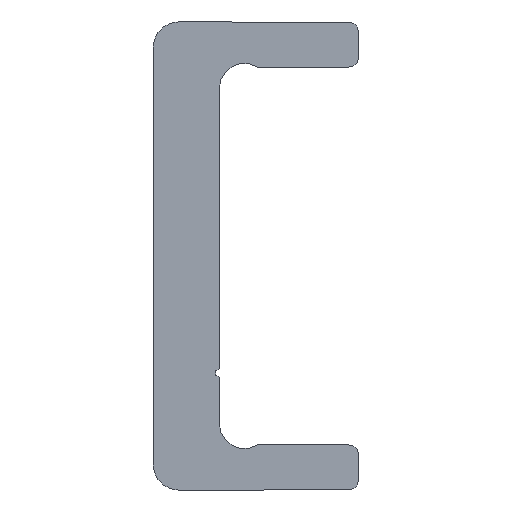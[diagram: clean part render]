
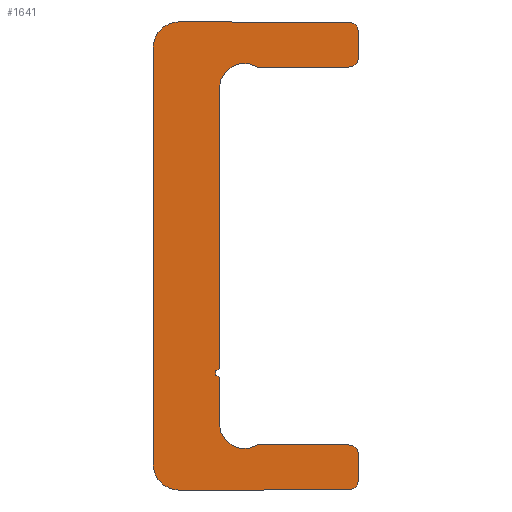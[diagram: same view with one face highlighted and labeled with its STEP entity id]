
A CAD part, left-side view. The second image highlights one B-rep face of the part: STEP entity #1641.
In plain terms, the highlighted planar face has unit normal (-1, 0, 0).
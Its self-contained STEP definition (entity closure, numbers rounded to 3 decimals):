
#947=CARTESIAN_POINT('',(0.0,2.2,10.03));
#948=VERTEX_POINT('',#947);
#955=CARTESIAN_POINT('',(0.0,2.2,-6.75));
#956=VERTEX_POINT('',#955);
#957=CARTESIAN_POINT('',(0.0,2.2,10.03));
#958=DIRECTION('',(0.0,0.0,-1.0));
#959=VECTOR('',#958,16.78);
#960=LINE('',#957,#959);
#961=EDGE_CURVE('',#948,#956,#960,.T.);
#1040=CARTESIAN_POINT('',(0.0,-0.098,11.3));
#1041=VERTEX_POINT('',#1040);
#1048=CARTESIAN_POINT('',(0.0,0.7,10.03));
#1049=DIRECTION('',(-1.0,0.0,0.0));
#1050=DIRECTION('',(0.0,-1.0,0.0));
#1051=AXIS2_PLACEMENT_3D('',#1048,#1049,#1050);
#1052=CIRCLE('',#1051,1.5);
#1053=EDGE_CURVE('',#1041,#948,#1052,.T.);
#1072=CARTESIAN_POINT('',(0.0,-5.55,11.3));
#1073=VERTEX_POINT('',#1072);
#1080=CARTESIAN_POINT('',(0.0,-5.55,11.3));
#1081=DIRECTION('',(0.0,1.0,0.0));
#1082=VECTOR('',#1081,5.452);
#1083=LINE('',#1080,#1082);
#1084=EDGE_CURVE('',#1073,#1041,#1083,.T.);
#1104=CARTESIAN_POINT('',(0.0,-6.15,11.9));
#1105=VERTEX_POINT('',#1104);
#1112=CARTESIAN_POINT('',(0.0,-5.55,11.9));
#1113=DIRECTION('',(1.0,0.0,0.0));
#1114=DIRECTION('',(0.0,-1.0,0.0));
#1115=AXIS2_PLACEMENT_3D('',#1112,#1113,#1114);
#1116=CIRCLE('',#1115,0.6);
#1117=EDGE_CURVE('',#1105,#1073,#1116,.T.);
#1136=CARTESIAN_POINT('',(0.0,-6.15,13.4));
#1137=VERTEX_POINT('',#1136);
#1144=CARTESIAN_POINT('',(0.0,-6.15,13.4));
#1145=DIRECTION('',(0.0,0.0,-1.0));
#1146=VECTOR('',#1145,1.5);
#1147=LINE('',#1144,#1146);
#1148=EDGE_CURVE('',#1137,#1105,#1147,.T.);
#1168=CARTESIAN_POINT('',(0.0,-5.55,14.));
#1169=VERTEX_POINT('',#1168);
#1176=CARTESIAN_POINT('',(0.0,-5.55,13.4));
#1177=DIRECTION('',(1.0,0.0,0.0));
#1178=DIRECTION('',(0.0,0.0,1.0));
#1179=AXIS2_PLACEMENT_3D('',#1176,#1177,#1178);
#1180=CIRCLE('',#1179,0.6);
#1181=EDGE_CURVE('',#1169,#1137,#1180,.T.);
#1200=CARTESIAN_POINT('',(0.0,4.65,14.));
#1201=VERTEX_POINT('',#1200);
#1208=CARTESIAN_POINT('',(0.0,4.65,14.));
#1209=DIRECTION('',(0.0,-1.0,0.0));
#1210=VECTOR('',#1209,10.2);
#1211=LINE('',#1208,#1210);
#1212=EDGE_CURVE('',#1201,#1169,#1211,.T.);
#1232=CARTESIAN_POINT('',(0.0,6.15,12.5));
#1233=VERTEX_POINT('',#1232);
#1240=CARTESIAN_POINT('',(0.0,4.65,12.5));
#1241=DIRECTION('',(1.0,0.0,0.0));
#1242=DIRECTION('',(0.0,1.0,0.0));
#1243=AXIS2_PLACEMENT_3D('',#1240,#1241,#1242);
#1244=CIRCLE('',#1243,1.5);
#1245=EDGE_CURVE('',#1233,#1201,#1244,.T.);
#1264=CARTESIAN_POINT('',(0.0,6.15,-12.5));
#1265=VERTEX_POINT('',#1264);
#1272=CARTESIAN_POINT('',(0.0,6.15,-12.5));
#1273=DIRECTION('',(0.0,0.0,1.0));
#1274=VECTOR('',#1273,25.);
#1275=LINE('',#1272,#1274);
#1276=EDGE_CURVE('',#1265,#1233,#1275,.T.);
#1350=CARTESIAN_POINT('',(0.0,4.65,-14.));
#1351=VERTEX_POINT('',#1350);
#1358=CARTESIAN_POINT('',(0.0,4.65,-12.5));
#1359=DIRECTION('',(1.0,0.0,0.0));
#1360=DIRECTION('',(0.0,0.0,-1.0));
#1361=AXIS2_PLACEMENT_3D('',#1358,#1359,#1360);
#1362=CIRCLE('',#1361,1.5);
#1363=EDGE_CURVE('',#1351,#1265,#1362,.T.);
#1382=CARTESIAN_POINT('',(0.0,-5.55,-14.));
#1383=VERTEX_POINT('',#1382);
#1390=CARTESIAN_POINT('',(0.0,-5.55,-14.));
#1391=DIRECTION('',(0.0,1.0,0.0));
#1392=VECTOR('',#1391,10.2);
#1393=LINE('',#1390,#1392);
#1394=EDGE_CURVE('',#1383,#1351,#1393,.T.);
#1414=CARTESIAN_POINT('',(0.0,-6.15,-13.4));
#1415=VERTEX_POINT('',#1414);
#1422=CARTESIAN_POINT('',(0.0,-5.55,-13.4));
#1423=DIRECTION('',(1.0,0.0,0.0));
#1424=DIRECTION('',(0.0,-1.0,0.0));
#1425=AXIS2_PLACEMENT_3D('',#1422,#1423,#1424);
#1426=CIRCLE('',#1425,0.6);
#1427=EDGE_CURVE('',#1415,#1383,#1426,.T.);
#1446=CARTESIAN_POINT('',(0.0,-6.15,-11.9));
#1447=VERTEX_POINT('',#1446);
#1454=CARTESIAN_POINT('',(0.0,-6.15,-11.9));
#1455=DIRECTION('',(0.0,0.0,-1.0));
#1456=VECTOR('',#1455,1.5);
#1457=LINE('',#1454,#1456);
#1458=EDGE_CURVE('',#1447,#1415,#1457,.T.);
#1478=CARTESIAN_POINT('',(0.0,-5.55,-11.3));
#1479=VERTEX_POINT('',#1478);
#1486=CARTESIAN_POINT('',(0.0,-5.55,-11.9));
#1487=DIRECTION('',(1.0,0.0,0.0));
#1488=DIRECTION('',(0.0,0.0,1.0));
#1489=AXIS2_PLACEMENT_3D('',#1486,#1487,#1488);
#1490=CIRCLE('',#1489,0.6);
#1491=EDGE_CURVE('',#1479,#1447,#1490,.T.);
#1510=CARTESIAN_POINT('',(0.0,-0.098,-11.3));
#1511=VERTEX_POINT('',#1510);
#1518=CARTESIAN_POINT('',(0.0,-0.098,-11.3));
#1519=DIRECTION('',(0.0,-1.0,0.0));
#1520=VECTOR('',#1519,5.452);
#1521=LINE('',#1518,#1520);
#1522=EDGE_CURVE('',#1511,#1479,#1521,.T.);
#1542=CARTESIAN_POINT('',(0.0,2.2,-10.03));
#1543=VERTEX_POINT('',#1542);
#1550=CARTESIAN_POINT('',(0.0,0.7,-10.03));
#1551=DIRECTION('',(-1.0,0.0,0.0));
#1552=DIRECTION('',(0.0,0.532,0.847));
#1553=AXIS2_PLACEMENT_3D('',#1550,#1551,#1552);
#1554=CIRCLE('',#1553,1.5);
#1555=EDGE_CURVE('',#1543,#1511,#1554,.T.);
#1574=CARTESIAN_POINT('',(0.0,2.2,-7.25));
#1575=VERTEX_POINT('',#1574);
#1582=CARTESIAN_POINT('',(0.0,2.2,-7.25));
#1583=DIRECTION('',(0.0,0.0,-1.0));
#1584=VECTOR('',#1583,2.78);
#1585=LINE('',#1582,#1584);
#1586=EDGE_CURVE('',#1575,#1543,#1585,.T.);
#1605=CARTESIAN_POINT('',(0.0,2.2,-7.));
#1606=DIRECTION('',(-1.0,0.0,0.0));
#1607=DIRECTION('',(0.0,0.0,1.0));
#1608=AXIS2_PLACEMENT_3D('',#1605,#1606,#1607);
#1609=CIRCLE('',#1608,0.25);
#1610=EDGE_CURVE('',#956,#1575,#1609,.T.);
#1616=CARTESIAN_POINT('',(0.0,1.611,-0.021));
#1617=DIRECTION('',(1.0,0.0,0.0));
#1618=DIRECTION('',(0.0,0.0,-1.0));
#1619=AXIS2_PLACEMENT_3D('',#1616,#1617,#1618);
#1620=PLANE('',#1619);
#1621=ORIENTED_EDGE('',*,*,#1610,.F.);
#1622=ORIENTED_EDGE('',*,*,#961,.F.);
#1623=ORIENTED_EDGE('',*,*,#1053,.F.);
#1624=ORIENTED_EDGE('',*,*,#1084,.F.);
#1625=ORIENTED_EDGE('',*,*,#1117,.F.);
#1626=ORIENTED_EDGE('',*,*,#1148,.F.);
#1627=ORIENTED_EDGE('',*,*,#1181,.F.);
#1628=ORIENTED_EDGE('',*,*,#1212,.F.);
#1629=ORIENTED_EDGE('',*,*,#1245,.F.);
#1630=ORIENTED_EDGE('',*,*,#1276,.F.);
#1631=ORIENTED_EDGE('',*,*,#1363,.F.);
#1632=ORIENTED_EDGE('',*,*,#1394,.F.);
#1633=ORIENTED_EDGE('',*,*,#1427,.F.);
#1634=ORIENTED_EDGE('',*,*,#1458,.F.);
#1635=ORIENTED_EDGE('',*,*,#1491,.F.);
#1636=ORIENTED_EDGE('',*,*,#1522,.F.);
#1637=ORIENTED_EDGE('',*,*,#1555,.F.);
#1638=ORIENTED_EDGE('',*,*,#1586,.F.);
#1639=EDGE_LOOP('',(#1621,#1622,#1623,#1624,#1625,#1626,#1627,#1628,#1629,#1630,#1631,#1632,#1633,#1634,#1635,#1636,#1637,#1638));
#1640=FACE_OUTER_BOUND('',#1639,.T.);
#1641=ADVANCED_FACE('',(#1640),#1620,.F.);
